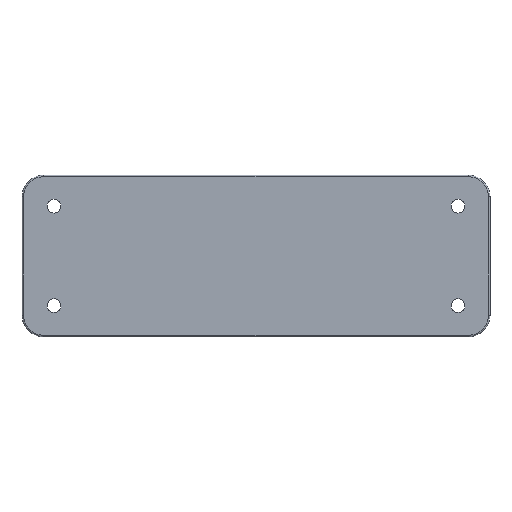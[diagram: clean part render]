
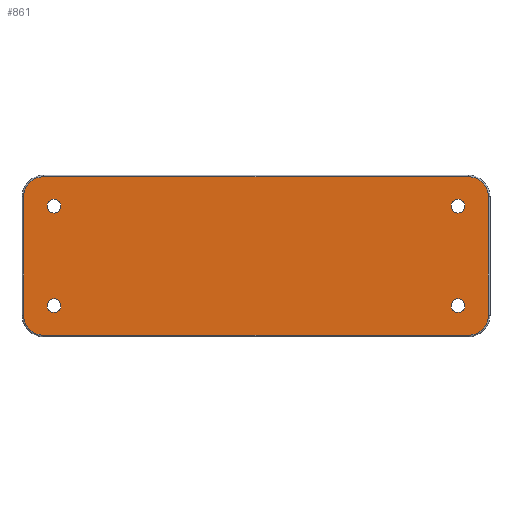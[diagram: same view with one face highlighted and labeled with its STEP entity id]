
A CAD part, top view. The second image highlights one B-rep face of the part: STEP entity #861.
In plain terms, the highlighted planar face has unit normal (0, 0, 1).
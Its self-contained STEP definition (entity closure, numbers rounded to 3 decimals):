
#40 = ORIENTED_EDGE ( 'NONE', *, *, #776, .T. ) ;
#46 = VERTEX_POINT ( 'NONE', #2936 ) ;
#54 = ORIENTED_EDGE ( 'NONE', *, *, #504, .T. ) ;
#96 = DIRECTION ( 'NONE',  ( 1., 0., 0. ) ) ;
#97 = CARTESIAN_POINT ( 'NONE',  ( 65., 16., 0. ) ) ;
#100 = CARTESIAN_POINT ( 'NONE',  ( 62.8, -16., 0. ) ) ;
#106 = LINE ( 'NONE', #128, #3066 ) ;
#112 = CARTESIAN_POINT ( 'NONE',  ( -67.2, -16., 0. ) ) ;
#113 = ORIENTED_EDGE ( 'NONE', *, *, #1532, .T. ) ;
#128 = CARTESIAN_POINT ( 'NONE',  ( 68.3, 25.5, 0. ) ) ;
#190 = EDGE_LOOP ( 'NONE', ( #424, #1376 ) ) ;
#215 = EDGE_CURVE ( 'NONE', #1221, #1050, #106, .T. ) ;
#230 = CARTESIAN_POINT ( 'NONE',  ( 65., 16., 0. ) ) ;
#256 = AXIS2_PLACEMENT_3D ( 'NONE', #2281, #827, #2519 ) ;
#283 = FACE_BOUND ( 'NONE', #190, .T. ) ;
#320 = VECTOR ( 'NONE', #96, 1000. ) ;
#334 = CARTESIAN_POINT ( 'NONE',  ( -68.3, 19., 0. ) ) ;
#336 = DIRECTION ( 'NONE',  ( -1., 0., 0. ) ) ;
#340 = CIRCLE ( 'NONE', #2583, 6.5 ) ;
#361 = VERTEX_POINT ( 'NONE', #2351 ) ;
#424 = ORIENTED_EDGE ( 'NONE', *, *, #989, .F. ) ;
#451 = CARTESIAN_POINT ( 'NONE',  ( 65., -16., 0. ) ) ;
#456 = VERTEX_POINT ( 'NONE', #2974 ) ;
#467 = DIRECTION ( 'NONE',  ( -1., 0., 0. ) ) ;
#472 = AXIS2_PLACEMENT_3D ( 'NONE', #2702, #1295, #2942 ) ;
#487 = EDGE_CURVE ( 'NONE', #2138, #1207, #2972, .T. ) ;
#491 = DIRECTION ( 'NONE',  ( 0., 0., 1. ) ) ;
#504 = EDGE_CURVE ( 'NONE', #361, #982, #2882, .T. ) ;
#574 = DIRECTION ( 'NONE',  ( 1., 0., 0. ) ) ;
#592 = CIRCLE ( 'NONE', #1687, 2.2 ) ;
#621 = VERTEX_POINT ( 'NONE', #1921 ) ;
#647 = DIRECTION ( 'NONE',  ( 0., 0., 1. ) ) ;
#650 = CARTESIAN_POINT ( 'NONE',  ( -65., -16., 0. ) ) ;
#686 = DIRECTION ( 'NONE',  ( -1., 0., 0. ) ) ;
#744 = EDGE_CURVE ( 'NONE', #46, #1083, #2509, .T. ) ;
#776 = EDGE_CURVE ( 'NONE', #456, #2801, #1318, .T. ) ;
#777 = CIRCLE ( 'NONE', #2538, 2.2 ) ;
#827 = DIRECTION ( 'NONE',  ( 0., 0., 1. ) ) ;
#829 = CARTESIAN_POINT ( 'NONE',  ( -65., 16., 0. ) ) ;
#834 = CIRCLE ( 'NONE', #2584, 2.2 ) ;
#861 = ADVANCED_FACE ( 'NONE', ( #1590, #920, #2205, #283, #2144 ), #2963, .T. ) ;
#896 = ORIENTED_EDGE ( 'NONE', *, *, #3026, .T. ) ;
#898 = DIRECTION ( 'NONE',  ( 1., 0., 0. ) ) ;
#918 = ORIENTED_EDGE ( 'NONE', *, *, #215, .T. ) ;
#920 = FACE_BOUND ( 'NONE', #2470, .T. ) ;
#921 = EDGE_CURVE ( 'NONE', #1401, #2150, #3012, .T. ) ;
#932 = CARTESIAN_POINT ( 'NONE',  ( 65., -16., 0. ) ) ;
#966 = ORIENTED_EDGE ( 'NONE', *, *, #921, .T. ) ;
#976 = VECTOR ( 'NONE', #2794, 1000. ) ;
#982 = VERTEX_POINT ( 'NONE', #2832 ) ;
#989 = EDGE_CURVE ( 'NONE', #621, #2429, #777, .T. ) ;
#999 = CARTESIAN_POINT ( 'NONE',  ( 67.2, 16., 0. ) ) ;
#1050 = VERTEX_POINT ( 'NONE', #2860 ) ;
#1060 = EDGE_CURVE ( 'NONE', #1807, #1980, #1437, .T. ) ;
#1072 = DIRECTION ( 'NONE',  ( 0., 0., 1. ) ) ;
#1083 = VERTEX_POINT ( 'NONE', #3096 ) ;
#1087 = AXIS2_PLACEMENT_3D ( 'NONE', #1957, #491, #2189 ) ;
#1088 = CARTESIAN_POINT ( 'NONE',  ( 62.8, 16., 0. ) ) ;
#1092 = DIRECTION ( 'NONE',  ( 1., 0., 0. ) ) ;
#1103 = AXIS2_PLACEMENT_3D ( 'NONE', #1163, #2826, #1408 ) ;
#1125 = CIRCLE ( 'NONE', #472, 6.5 ) ;
#1163 = CARTESIAN_POINT ( 'NONE',  ( -65., -16., 0. ) ) ;
#1185 = DIRECTION ( 'NONE',  ( -1., 0., 0. ) ) ;
#1207 = VERTEX_POINT ( 'NONE', #2913 ) ;
#1217 = EDGE_CURVE ( 'NONE', #2429, #621, #1610, .T. ) ;
#1221 = VERTEX_POINT ( 'NONE', #2148 ) ;
#1295 = DIRECTION ( 'NONE',  ( 0., 0., 1. ) ) ;
#1314 = CARTESIAN_POINT ( 'NONE',  ( -67.2, 16., 0. ) ) ;
#1318 = LINE ( 'NONE', #1799, #320 ) ;
#1341 = DIRECTION ( 'NONE',  ( -1., 0., 0. ) ) ;
#1360 = CIRCLE ( 'NONE', #1087, 6.5 ) ;
#1362 = CARTESIAN_POINT ( 'NONE',  ( 68.3, -25.5, 0. ) ) ;
#1376 = ORIENTED_EDGE ( 'NONE', *, *, #1217, .F. ) ;
#1388 = CARTESIAN_POINT ( 'NONE',  ( -74.8, -19., 0. ) ) ;
#1401 = VERTEX_POINT ( 'NONE', #2206 ) ;
#1408 = DIRECTION ( 'NONE',  ( 1., 0., 0. ) ) ;
#1417 = CIRCLE ( 'NONE', #1772, 2.2 ) ;
#1437 = CIRCLE ( 'NONE', #3015, 2.2 ) ;
#1532 = EDGE_CURVE ( 'NONE', #1050, #361, #340, .T. ) ;
#1550 = DIRECTION ( 'NONE',  ( 0., 1., 0. ) ) ;
#1590 = FACE_OUTER_BOUND ( 'NONE', #1887, .T. ) ;
#1610 = CIRCLE ( 'NONE', #2263, 2.2 ) ;
#1687 = AXIS2_PLACEMENT_3D ( 'NONE', #97, #1801, #336 ) ;
#1693 = EDGE_CURVE ( 'NONE', #1980, #1807, #592, .T. ) ;
#1772 = AXIS2_PLACEMENT_3D ( 'NONE', #829, #2520, #1092 ) ;
#1799 = CARTESIAN_POINT ( 'NONE',  ( 68.3, -25.5, 0. ) ) ;
#1801 = DIRECTION ( 'NONE',  ( 0., 0., -1. ) ) ;
#1807 = VERTEX_POINT ( 'NONE', #1088 ) ;
#1887 = EDGE_LOOP ( 'NONE', ( #54, #2962, #40, #2274, #2554, #1901, #918, #113 ) ) ;
#1896 = VECTOR ( 'NONE', #1550, 1000. ) ;
#1901 = ORIENTED_EDGE ( 'NONE', *, *, #2082, .T. ) ;
#1903 = ORIENTED_EDGE ( 'NONE', *, *, #2503, .F. ) ;
#1921 = CARTESIAN_POINT ( 'NONE',  ( 67.2, -16., 0. ) ) ;
#1943 = DIRECTION ( 'NONE',  ( 0., 0., -1. ) ) ;
#1957 = CARTESIAN_POINT ( 'NONE',  ( 68.3, -19., 0. ) ) ;
#1977 = ORIENTED_EDGE ( 'NONE', *, *, #487, .F. ) ;
#1980 = VERTEX_POINT ( 'NONE', #999 ) ;
#2043 = DIRECTION ( 'NONE',  ( 0., 0., 1. ) ) ;
#2054 = EDGE_LOOP ( 'NONE', ( #966, #896 ) ) ;
#2082 = EDGE_CURVE ( 'NONE', #1083, #1221, #1125, .T. ) ;
#2115 = CARTESIAN_POINT ( 'NONE',  ( -65., 16., 0. ) ) ;
#2137 = EDGE_CURVE ( 'NONE', #982, #456, #2906, .T. ) ;
#2138 = VERTEX_POINT ( 'NONE', #1314 ) ;
#2144 = FACE_BOUND ( 'NONE', #2054, .T. ) ;
#2148 = CARTESIAN_POINT ( 'NONE',  ( 68.3, 25.5, 0. ) ) ;
#2150 = VERTEX_POINT ( 'NONE', #112 ) ;
#2151 = DIRECTION ( 'NONE',  ( 0., 0., 1. ) ) ;
#2189 = DIRECTION ( 'NONE',  ( 1., 0., 0. ) ) ;
#2205 = FACE_BOUND ( 'NONE', #2381, .T. ) ;
#2206 = CARTESIAN_POINT ( 'NONE',  ( -62.8, -16., 0. ) ) ;
#2220 = AXIS2_PLACEMENT_3D ( 'NONE', #2498, #1072, #2731 ) ;
#2239 = CARTESIAN_POINT ( 'NONE',  ( 74.8, -19., 0. ) ) ;
#2244 = EDGE_CURVE ( 'NONE', #2801, #46, #1360, .T. ) ;
#2263 = AXIS2_PLACEMENT_3D ( 'NONE', #932, #2601, #1185 ) ;
#2274 = ORIENTED_EDGE ( 'NONE', *, *, #2244, .T. ) ;
#2281 = CARTESIAN_POINT ( 'NONE',  ( -68.3, -19., 0. ) ) ;
#2334 = DIRECTION ( 'NONE',  ( 1., 0., 0. ) ) ;
#2339 = DIRECTION ( 'NONE',  ( 0., 0., -1. ) ) ;
#2351 = CARTESIAN_POINT ( 'NONE',  ( -74.8, 19., 0. ) ) ;
#2381 = EDGE_LOOP ( 'NONE', ( #1903, #1977 ) ) ;
#2429 = VERTEX_POINT ( 'NONE', #100 ) ;
#2455 = ORIENTED_EDGE ( 'NONE', *, *, #1693, .T. ) ;
#2470 = EDGE_LOOP ( 'NONE', ( #2455, #3009 ) ) ;
#2498 = CARTESIAN_POINT ( 'NONE',  ( 68.3, -19., 0. ) ) ;
#2503 = EDGE_CURVE ( 'NONE', #1207, #2138, #1417, .T. ) ;
#2509 = LINE ( 'NONE', #2239, #1896 ) ;
#2519 = DIRECTION ( 'NONE',  ( 1., 0., 0. ) ) ;
#2520 = DIRECTION ( 'NONE',  ( 0., 0., 1. ) ) ;
#2538 = AXIS2_PLACEMENT_3D ( 'NONE', #451, #2151, #686 ) ;
#2552 = AXIS2_PLACEMENT_3D ( 'NONE', #2115, #647, #2334 ) ;
#2554 = ORIENTED_EDGE ( 'NONE', *, *, #744, .T. ) ;
#2583 = AXIS2_PLACEMENT_3D ( 'NONE', #334, #2043, #574 ) ;
#2584 = AXIS2_PLACEMENT_3D ( 'NONE', #650, #2339, #898 ) ;
#2601 = DIRECTION ( 'NONE',  ( 0., 0., 1. ) ) ;
#2702 = CARTESIAN_POINT ( 'NONE',  ( 68.3, 19., 0. ) ) ;
#2731 = DIRECTION ( 'NONE',  ( 1., 0., 0. ) ) ;
#2794 = DIRECTION ( 'NONE',  ( 0., -1., 0. ) ) ;
#2801 = VERTEX_POINT ( 'NONE', #1362 ) ;
#2826 = DIRECTION ( 'NONE',  ( 0., 0., -1. ) ) ;
#2832 = CARTESIAN_POINT ( 'NONE',  ( -74.8, -19., 0. ) ) ;
#2860 = CARTESIAN_POINT ( 'NONE',  ( -68.3, 25.5, 0. ) ) ;
#2882 = LINE ( 'NONE', #1388, #976 ) ;
#2906 = CIRCLE ( 'NONE', #256, 6.5 ) ;
#2913 = CARTESIAN_POINT ( 'NONE',  ( -62.8, 16., 0. ) ) ;
#2936 = CARTESIAN_POINT ( 'NONE',  ( 74.8, -19., 0. ) ) ;
#2942 = DIRECTION ( 'NONE',  ( 1., 0., 0. ) ) ;
#2962 = ORIENTED_EDGE ( 'NONE', *, *, #2137, .T. ) ;
#2963 = PLANE ( 'NONE',  #2220 ) ;
#2972 = CIRCLE ( 'NONE', #2552, 2.2 ) ;
#2974 = CARTESIAN_POINT ( 'NONE',  ( -68.3, -25.5, 0. ) ) ;
#3009 = ORIENTED_EDGE ( 'NONE', *, *, #1060, .T. ) ;
#3012 = CIRCLE ( 'NONE', #1103, 2.2 ) ;
#3015 = AXIS2_PLACEMENT_3D ( 'NONE', #230, #1943, #467 ) ;
#3026 = EDGE_CURVE ( 'NONE', #2150, #1401, #834, .T. ) ;
#3066 = VECTOR ( 'NONE', #1341, 1000. ) ;
#3096 = CARTESIAN_POINT ( 'NONE',  ( 74.8, 19., 0. ) ) ;
